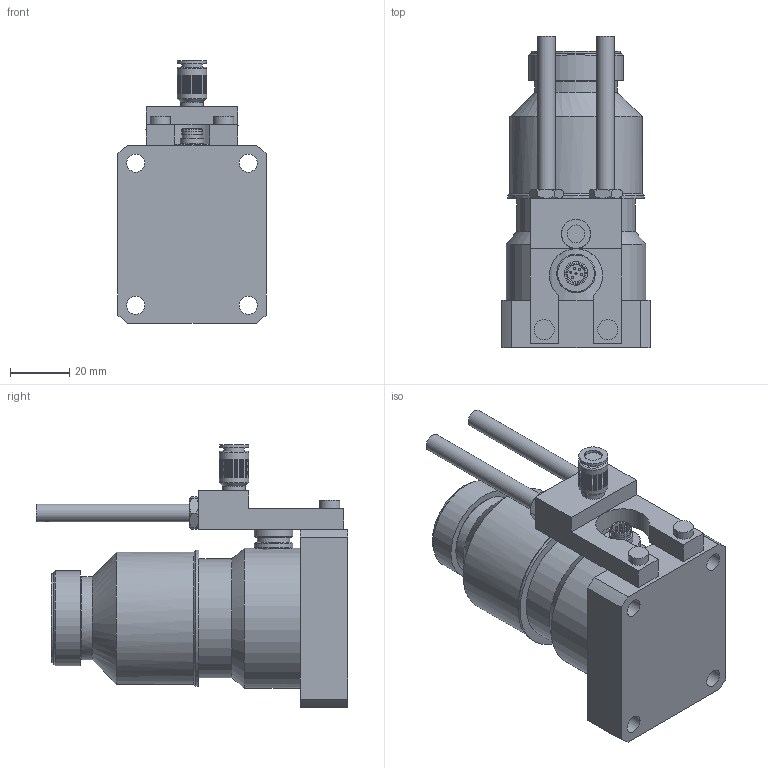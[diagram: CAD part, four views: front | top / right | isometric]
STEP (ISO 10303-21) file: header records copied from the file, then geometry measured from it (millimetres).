
FILE_DESCRIPTION (( 'STEP AP203' ), '1' );
FILE_NAME ('BT2030.STEP', '2020-03-27T03:16:15', ( '' ), ( '' ), 'SwSTEP 2.0', 'SolidWorks 2019', '' );
FILE_SCHEMA (( 'CONFIG_CONTROL_DESIGN' ));
Length unit declared in the file: millimetre
Products named in the file (7): BT12-52-M6-b; BT2030; BT12-56-D6M5外觀; WPC-002外觀用; BT2040-008-1外觀用; BT2030本體外觀用; WPC-007-a外觀
Assembly tree (7 placements, depth 2):
  BT2030
    BT2030本體外觀用
    BT2040-008-1外觀用
    BT12-56-D6M5外觀
    BT12-52-M6-b  x2
    WPC-007-a外觀
    WPC-002外觀用
Bounding box: 50 x 105 x 88.5 mm (x, y, z)
Volume: 176997.1 mm3; surface area: 31890.2 mm2
Topology: 7 solids, 7 shells, 267 faces, 497 edges, 330 vertices
Faces by surface type: plane 129, cylinder 107, cone 22, bspline 8, torus 1
Full cylindrical faces by diameter (mm): 0.7 x12, 1 x8, 3.5 x1, 4 x3, 4.5 x2, 5 x2, 5.6 x2, 5.65 x1, 5.8 x1, 5.9 x1, 6 x3, 6.1 x4, 6.628 x2, 6.8 x3, 6.9 x1, 7 x1, 7.2 x1, 7.3 x1, 7.7 x1, 8 x1, 9.7 x16, 9.8 x1, 9.9 x17, 10 x5, 11 x1, 13 x2, 28 x1, 30 x1, 32 x1, 40.1 x1
Entity records: 7309 total; most frequent: CARTESIAN_POINT 2096, DIRECTION 993, ORIENTED_EDGE 616, AXIS2_PLACEMENT_3D 471, EDGE_LOOP 469, FACE_OUTER_BOUND 353, EDGE_CURVE 308, VERTEX_POINT 277
